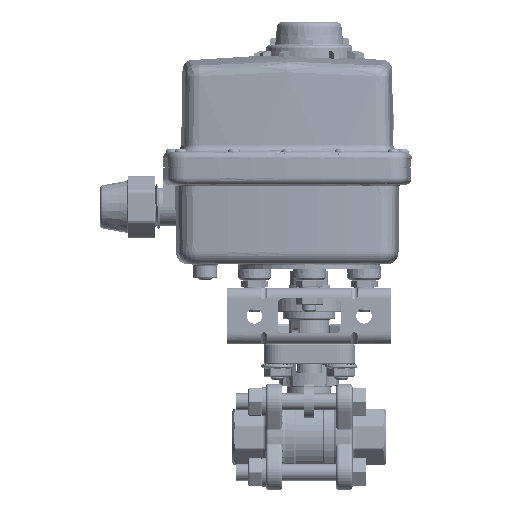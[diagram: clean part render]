
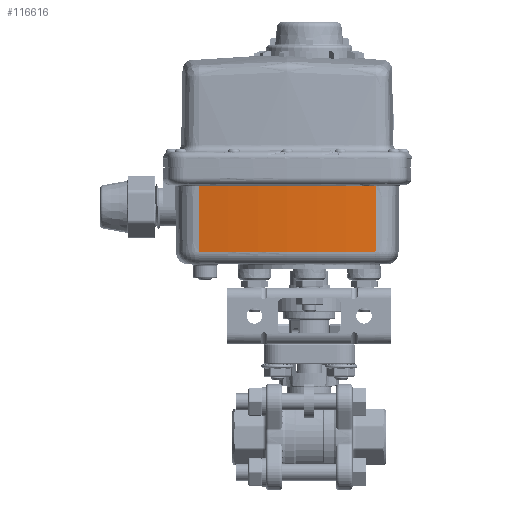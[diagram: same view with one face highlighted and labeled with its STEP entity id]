
A CAD part, top view. The second image highlights one B-rep face of the part: STEP entity #116616.
In plain terms, the highlighted conical face has half-angle 0.5 degrees and reference radius 342.9 mm.
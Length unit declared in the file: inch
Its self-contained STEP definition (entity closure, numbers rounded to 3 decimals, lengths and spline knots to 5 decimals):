
#4002 = EDGE_CURVE ( 'NONE', #88946, #22699, #95218, .T. ) ;
#4155 = CARTESIAN_POINT ( 'NONE',  ( -1.60776, -1.52696, 1.63975 ) ) ;
#4498 = CARTESIAN_POINT ( 'NONE',  ( 0., -1.52696, -11.75 ) ) ;
#9877 = DIRECTION ( 'NONE',  ( 0., 0., -1. ) ) ;
#11298 = ORIENTED_EDGE ( 'NONE', *, *, #113361, .T. ) ;
#12285 = CARTESIAN_POINT ( 'NONE',  ( 1.60959, -1.52696, 1.63953 ) ) ;
#15959 = CARTESIAN_POINT ( 'NONE',  ( 0., 0.085, -11.75 ) ) ;
#19411 = CARTESIAN_POINT ( 'NONE',  ( 0., -1.52696, -11.75 ) ) ;
#19848 = DIRECTION ( 'NONE',  ( 0., -1., 0. ) ) ;
#20824 = CARTESIAN_POINT ( 'NONE',  ( -1.60811, -0.87996, 1.6454 ) ) ;
#22699 = VERTEX_POINT ( 'NONE', #4155 ) ;
#23703 = CARTESIAN_POINT ( 'NONE',  ( 1.60989, -0.96252, 1.64446 ) ) ;
#26319 = EDGE_CURVE ( 'NONE', #70349, #88946, #45474, .T. ) ;
#27548 = EDGE_CURVE ( 'NONE', #88131, #70349, #35611, .T. ) ;
#28370 = DIRECTION ( 'NONE',  ( 0., 0., 1. ) ) ;
#29398 = DIRECTION ( 'NONE',  ( 0., 0., 1. ) ) ;
#29517 = CARTESIAN_POINT ( 'NONE',  ( 1.61022, -0.33098, 1.64997 ) ) ;
#31617 = CARTESIAN_POINT ( 'NONE',  ( -1.60796, -1.15445, 1.643 ) ) ;
#32002 = CARTESIAN_POINT ( 'NONE',  ( 1.61003, -0.68029, 1.64692 ) ) ;
#33568 = CONICAL_SURFACE ( 'NONE', #59887, 13.5, 0.009 ) ;
#35378 = CARTESIAN_POINT ( 'NONE',  ( 0., -0.33098, -11.75 ) ) ;
#35611 = CIRCLE ( 'NONE', #96619, 13.49637 ) ;
#39453 = AXIS2_PLACEMENT_3D ( 'NONE', #35378, #67108, #28370 ) ;
#39687 = CARTESIAN_POINT ( 'NONE',  ( 1.61016, -0.44742, 1.64895 ) ) ;
#45188 = DIRECTION ( 'NONE',  ( 0., 0., -1. ) ) ;
#45474 = CIRCLE ( 'NONE', #39453, 13.49637 ) ;
#45546 = VERTEX_POINT ( 'NONE', #84892 ) ;
#48986 = ORIENTED_EDGE ( 'NONE', *, *, #82675, .T. ) ;
#53409 = DIRECTION ( 'NONE',  ( 0., 0., -1. ) ) ;
#59887 = AXIS2_PLACEMENT_3D ( 'NONE', #15959, #93527, #45188 ) ;
#62494 = CARTESIAN_POINT ( 'NONE',  ( 0., -1.52696, 1.73593 ) ) ;
#63084 = CARTESIAN_POINT ( 'NONE',  ( 1.60974, -1.24474, 1.642 ) ) ;
#67108 = DIRECTION ( 'NONE',  ( 0., -1., 0. ) ) ;
#70349 = VERTEX_POINT ( 'NONE', #102468 ) ;
#70355 = CARTESIAN_POINT ( 'NONE',  ( -1.60789, -1.27862, 1.64192 ) ) ;
#70751 = CARTESIAN_POINT ( 'NONE',  ( 1.61022, -0.33098, 1.64997 ) ) ;
#78259 = ORIENTED_EDGE ( 'NONE', *, *, #88106, .F. ) ;
#79922 = CARTESIAN_POINT ( 'NONE',  ( -1.6084, -0.33098, 1.65019 ) ) ;
#82675 = EDGE_CURVE ( 'NONE', #110987, #45546, #119218, .T. ) ;
#84892 = CARTESIAN_POINT ( 'NONE',  ( 1.60959, -1.52696, 1.63953 ) ) ;
#88106 = EDGE_CURVE ( 'NONE', #88131, #45546, #111452, .T. ) ;
#88131 = VERTEX_POINT ( 'NONE', #70751 ) ;
#88473 = ORIENTED_EDGE ( 'NONE', *, *, #27548, .T. ) ;
#88946 = VERTEX_POINT ( 'NONE', #98447 ) ;
#89375 = ORIENTED_EDGE ( 'NONE', *, *, #4002, .T. ) ;
#93527 = DIRECTION ( 'NONE',  ( 0., 1., 0. ) ) ;
#94727 = ORIENTED_EDGE ( 'NONE', *, *, #26319, .T. ) ;
#95218 = B_SPLINE_CURVE_WITH_KNOTS ( 'NONE', 3,
 ( #79922, #118722, #20824, #31617, #70355, #109161, #97745 ),
 .UNSPECIFIED., .F., .F.,
 ( 4, 3, 4 ),
 ( 0., 0.02092, 0.03038 ),
 .UNSPECIFIED. ) ;
#96470 = CIRCLE ( 'NONE', #122797, 13.48593 ) ;
#96619 = AXIS2_PLACEMENT_3D ( 'NONE', #116496, #19848, #29398 ) ;
#97745 = CARTESIAN_POINT ( 'NONE',  ( -1.60776, -1.52696, 1.63975 ) ) ;
#98447 = CARTESIAN_POINT ( 'NONE',  ( -1.6084, -0.33098, 1.65019 ) ) ;
#102468 = CARTESIAN_POINT ( 'NONE',  ( 0., -0.33098, 1.74637 ) ) ;
#103077 = FACE_OUTER_BOUND ( 'NONE', #114328, .T. ) ;
#109161 = CARTESIAN_POINT ( 'NONE',  ( -1.60782, -1.40279, 1.64084 ) ) ;
#110987 = VERTEX_POINT ( 'NONE', #62494 ) ;
#111452 = B_SPLINE_CURVE_WITH_KNOTS ( 'NONE', 3,
 ( #29517, #39687, #119110, #32002, #23703, #63084, #12285 ),
 .UNSPECIFIED., .F., .F.,
 ( 4, 3, 4 ),
 ( 0.01057, 0.01944, 0.04095 ),
 .UNSPECIFIED. ) ;
#113361 = EDGE_CURVE ( 'NONE', #22699, #110987, #96470, .T. ) ;
#114328 = EDGE_LOOP ( 'NONE', ( #88473, #94727, #89375, #11298, #48986, #78259 ) ) ;
#116496 = CARTESIAN_POINT ( 'NONE',  ( 0., -0.33098, -11.75 ) ) ;
#116616 = ADVANCED_FACE ( 'NONE', ( #103077 ), #33568, .T. ) ;
#117138 = AXIS2_PLACEMENT_3D ( 'NONE', #4498, #120869, #53409 ) ;
#117328 = DIRECTION ( 'NONE',  ( 0., 1., 0. ) ) ;
#118722 = CARTESIAN_POINT ( 'NONE',  ( -1.60825, -0.60547, 1.64779 ) ) ;
#119110 = CARTESIAN_POINT ( 'NONE',  ( 1.61009, -0.56385, 1.64794 ) ) ;
#119218 = CIRCLE ( 'NONE', #117138, 13.48593 ) ;
#120869 = DIRECTION ( 'NONE',  ( 0., 1., 0. ) ) ;
#122797 = AXIS2_PLACEMENT_3D ( 'NONE', #19411, #117328, #9877 ) ;
